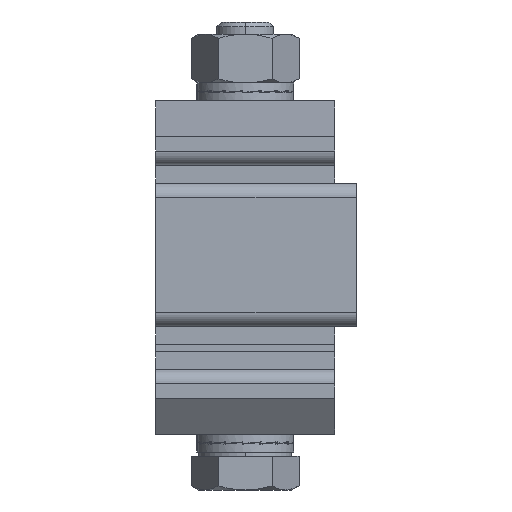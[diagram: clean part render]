
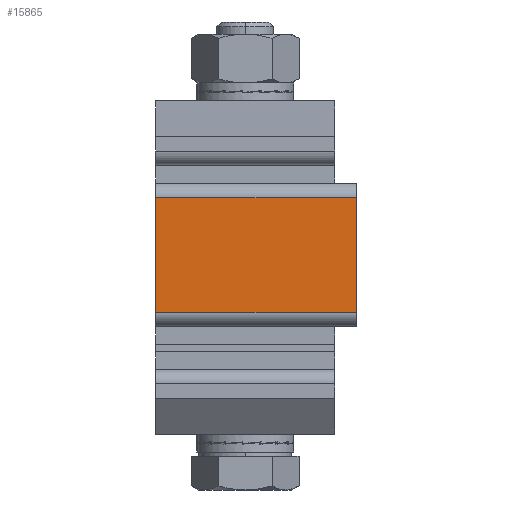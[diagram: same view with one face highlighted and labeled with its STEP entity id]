
A CAD part, left-side view. The second image highlights one B-rep face of the part: STEP entity #15865.
In plain terms, the highlighted planar face has unit normal (-1, 0, 0).
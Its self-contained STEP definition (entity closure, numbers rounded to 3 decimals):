
#759 = CARTESIAN_POINT ( 'NONE',  ( -110., 12.5, 2.5 ) ) ;
#782 = VECTOR ( 'NONE', #14394, 1000. ) ;
#1004 = ORIENTED_EDGE ( 'NONE', *, *, #16429, .T. ) ;
#1394 = VECTOR ( 'NONE', #2490, 1000. ) ;
#1710 = VERTEX_POINT ( 'NONE', #2137 ) ;
#2137 = CARTESIAN_POINT ( 'NONE',  ( -110., -15.5, 20.5 ) ) ;
#2490 = DIRECTION ( 'NONE',  ( 0., 1., 0. ) ) ;
#3565 = EDGE_CURVE ( 'NONE', #21562, #1710, #15191, .T. ) ;
#3979 = FACE_OUTER_BOUND ( 'NONE', #19230, .T. ) ;
#4602 = VERTEX_POINT ( 'NONE', #17363 ) ;
#4786 = LINE ( 'NONE', #19721, #21272 ) ;
#5128 = VERTEX_POINT ( 'NONE', #9069 ) ;
#8321 = LINE ( 'NONE', #12698, #1394 ) ;
#9069 = CARTESIAN_POINT ( 'NONE',  ( -110., 12.5, 20.5 ) ) ;
#9428 = DIRECTION ( 'NONE',  ( 0., 0., 1. ) ) ;
#11644 = ORIENTED_EDGE ( 'NONE', *, *, #3565, .T. ) ;
#11723 = CARTESIAN_POINT ( 'NONE',  ( -110., -15.5, 4.5 ) ) ;
#12243 = LINE ( 'NONE', #759, #782 ) ;
#12698 = CARTESIAN_POINT ( 'NONE',  ( -110., 12.5, 20.5 ) ) ;
#14148 = DIRECTION ( 'NONE',  ( 1., 0., 0. ) ) ;
#14394 = DIRECTION ( 'NONE',  ( 0., 0., 1. ) ) ;
#15191 = LINE ( 'NONE', #17932, #19198 ) ;
#15865 = ADVANCED_FACE ( 'NONE', ( #3979 ), #19360, .F. ) ;
#16133 = AXIS2_PLACEMENT_3D ( 'NONE', #19525, #14148, #17572 ) ;
#16429 = EDGE_CURVE ( 'NONE', #4602, #21562, #4786, .T. ) ;
#17363 = CARTESIAN_POINT ( 'NONE',  ( -110., 12.5, 4.5 ) ) ;
#17541 = ORIENTED_EDGE ( 'NONE', *, *, #20143, .T. ) ;
#17572 = DIRECTION ( 'NONE',  ( 0., 0., -1. ) ) ;
#17932 = CARTESIAN_POINT ( 'NONE',  ( -110., -15.5, 2.5 ) ) ;
#18136 = DIRECTION ( 'NONE',  ( 0., -1., 0. ) ) ;
#19198 = VECTOR ( 'NONE', #9428, 1000. ) ;
#19230 = EDGE_LOOP ( 'NONE', ( #11644, #17541, #19502, #1004 ) ) ;
#19360 = PLANE ( 'NONE',  #16133 ) ;
#19502 = ORIENTED_EDGE ( 'NONE', *, *, #21247, .F. ) ;
#19525 = CARTESIAN_POINT ( 'NONE',  ( -110., 12.5, 2.5 ) ) ;
#19721 = CARTESIAN_POINT ( 'NONE',  ( -110., -15.5, 4.5 ) ) ;
#20143 = EDGE_CURVE ( 'NONE', #1710, #5128, #8321, .T. ) ;
#21247 = EDGE_CURVE ( 'NONE', #4602, #5128, #12243, .T. ) ;
#21272 = VECTOR ( 'NONE', #18136, 1000. ) ;
#21562 = VERTEX_POINT ( 'NONE', #11723 ) ;
